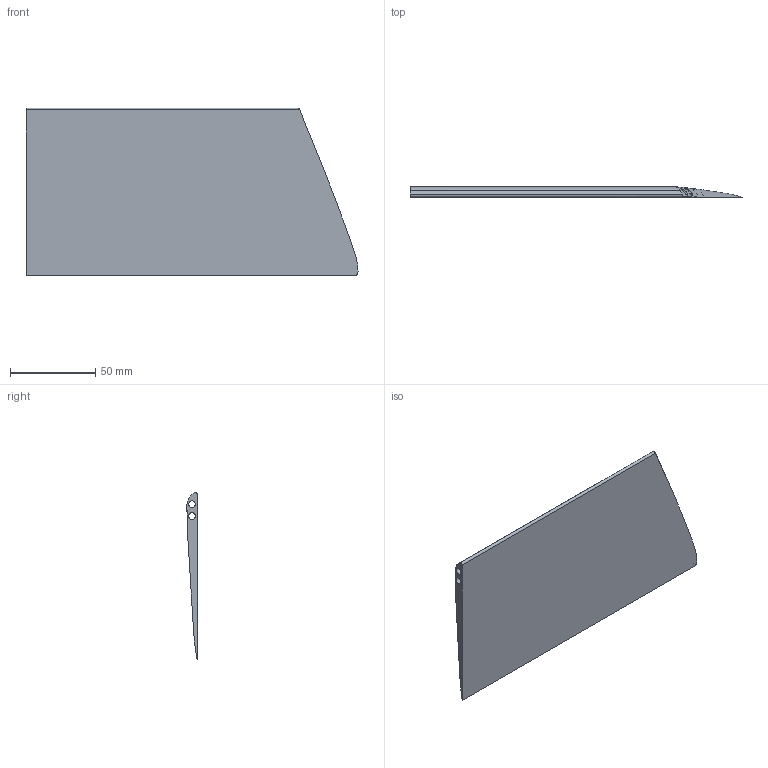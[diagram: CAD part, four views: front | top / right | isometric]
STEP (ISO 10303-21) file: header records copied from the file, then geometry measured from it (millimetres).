
FILE_DESCRIPTION(/* description */ (''),/* implementation_level */ '2;1');
FILE_NAME(/* name */ '9b0f84e2-00ff-4f66-95fb-a21ba384688f.stp',/* time_stamp */ '2019-01-08T14:22:01+00:00',/* author */ (''),/* organization */ (''),/* preprocessor_version */ 'ST-DEVELOPER v17.2',/* originating_system */ 'Autodesk Translation Framework v7.6.0.251',/* authorisation */ '');
FILE_SCHEMA (('AUTOMOTIVE_DESIGN { 1 0 10303 214 3 1 1 }'));
Length unit declared in the file: millimetre
Products named in the file (1): wing end mirror
Bounding box: 195.25 x 6 x 98.58 mm (x, y, z)
Volume: 60370.4 mm3; surface area: 40435.9 mm2
Topology: 1 solids, 1 shells, 15 faces, 38 edges, 25 vertices
Faces by surface type: cylinder 7, plane 5, bspline 3
Full cylindrical faces by diameter (mm): 4 x2
Entity records: 681 total; most frequent: CARTESIAN_POINT 287, ORIENTED_EDGE 76, DIRECTION 70, EDGE_CURVE 38, AXIS2_PLACEMENT_3D 28, VERTEX_POINT 25, EDGE_LOOP 19, FACE_OUTER_BOUND 15
